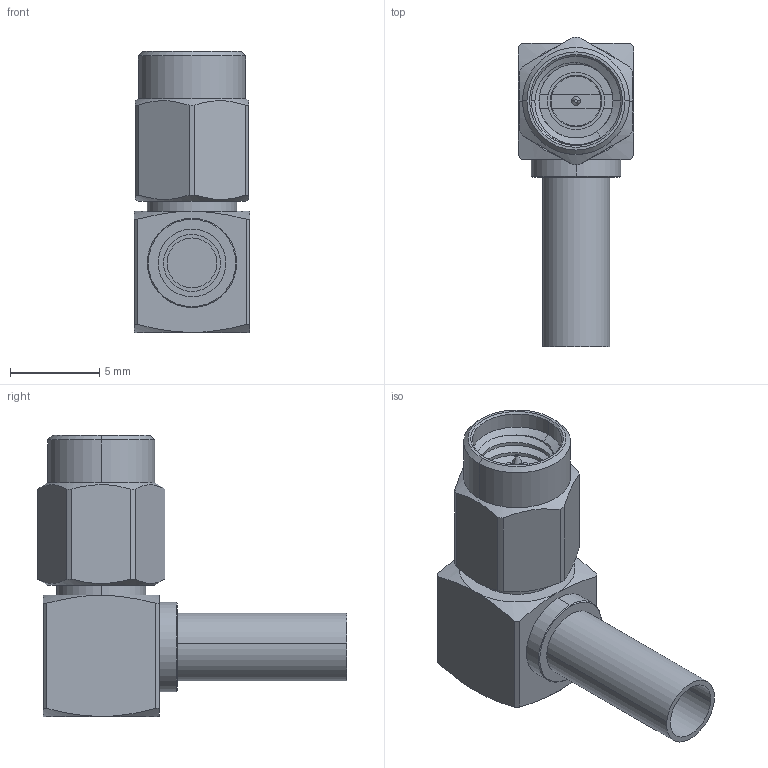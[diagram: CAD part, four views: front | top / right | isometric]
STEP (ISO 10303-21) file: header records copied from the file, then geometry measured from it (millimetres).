
FILE_DESCRIPTION (( 'STEP AP214' ), '1' );
FILE_NAME ('36-105-H3-AD.STEP', '2026-02-26T10:45:19', ( '' ), ( '' ), 'SwSTEP 2.0', 'SolidWorks 2025', '' );
FILE_SCHEMA (( 'AUTOMOTIVE_DESIGN' ));
Length unit declared in the file: millimetre
Products named in the file (1): 36-105-H3-AD
Bounding box: 6.5 x 17.32 x 15.75 mm (x, y, z)
Surface area: 794.3 mm2 (no closed solid volume)
Topology: 0 solids, 6 shells, 95 faces, 263 edges, 174 vertices
Faces by surface type: cylinder 34, cone 28, plane 27, bspline 6
Entity records: 5320 total; most frequent: CARTESIAN_POINT 3127, ORIENTED_EDGE 465, DIRECTION 411, EDGE_CURVE 263, VERTEX_POINT 174, AXIS2_PLACEMENT_3D 169, EDGE_LOOP 103, ADVANCED_FACE 95
